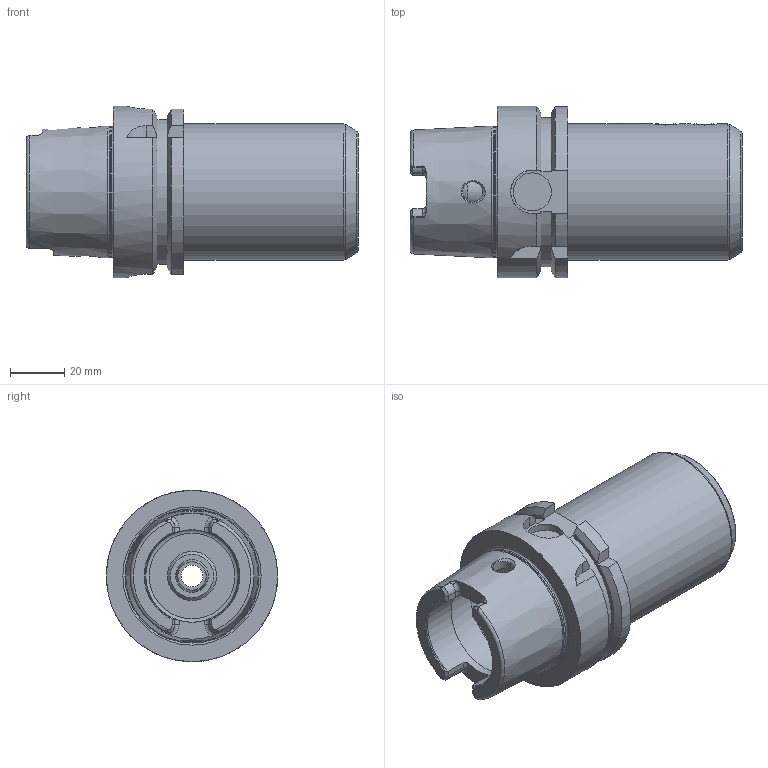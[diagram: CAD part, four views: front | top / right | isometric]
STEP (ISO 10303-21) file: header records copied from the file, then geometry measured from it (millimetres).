
FILE_DESCRIPTION((''),'2;1');
FILE_NAME('542075420090-3D.stp','2020-07-03T11:17:09',('nttooll'),(''),'Autodesk Inventor 2012','Autodesk Inventor 2012','');
FILE_SCHEMA(('AUTOMOTIVE_DESIGN { 1 0 10303 214 1 1 1 1 }'));
Length unit declared in the file: millimetre
Products named in the file (1): 542075420090-3D
Bounding box: 122 x 63 x 63 mm (x, y, z)
Volume: 190905.5 mm3; surface area: 37256.6 mm2
Topology: 1 solids, 1 shells, 145 faces, 371 edges, 234 vertices
Faces by surface type: plane 51, cylinder 44, cone 32, torus 18
Full cylindrical faces by diameter (mm): 5 x2, 5.774 x2, 7.5 x2, 8 x1, 10 x2, 11.3 x1, 12 x1, 14 x1, 18 x1, 20 x1, 20.4 x1, 34 x1, 34.5 x1, 40 x1, 48 x1, 50 x1, 63 x1
Entity records: 4548 total; most frequent: CARTESIAN_POINT 1348, DIRECTION 656, ORIENTED_EDGE 614, EDGE_CURVE 307, AXIS2_PLACEMENT_3D 275, VERTEX_POINT 219, EDGE_LOOP 206, FACE_OUTER_BOUND 145
